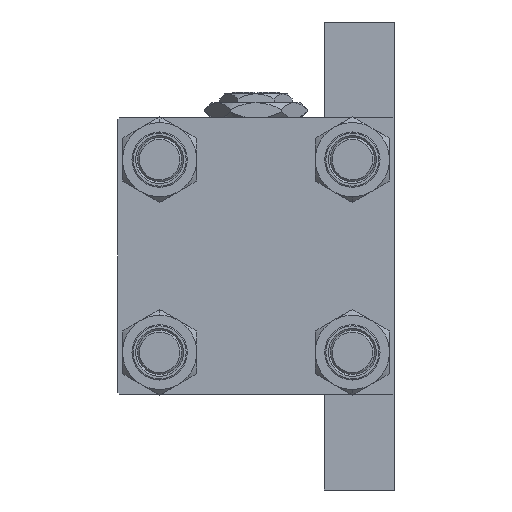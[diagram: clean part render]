
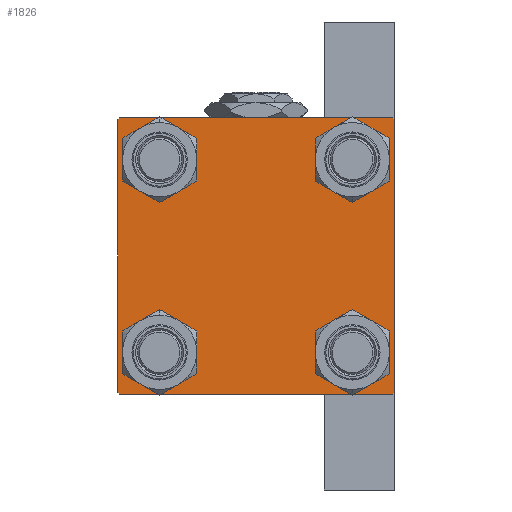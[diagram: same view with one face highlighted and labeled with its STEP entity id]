
A CAD part, left-side view. The second image highlights one B-rep face of the part: STEP entity #1826.
In plain terms, the highlighted planar face has unit normal (-1, 0, 0).
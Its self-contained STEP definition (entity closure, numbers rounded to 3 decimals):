
#1826 = ADVANCED_FACE ( 'NONE', ( #14104, #17166, #25765, #2735, #37171 ), #1971, .T. ) ;
#1946 = DIRECTION ( 'NONE',  ( 1., 0., 0. ) ) ;
#1971 = PLANE ( 'NONE',  #39647 ) ;
#2245 = VECTOR ( 'NONE', #18289, 1000. ) ;
#2501 = VERTEX_POINT ( 'NONE', #42562 ) ;
#2735 = FACE_BOUND ( 'NONE', #33233, .T. ) ;
#2868 = LINE ( 'NONE', #33752, #2245 ) ;
#2882 = EDGE_LOOP ( 'NONE', ( #43253, #35200 ) ) ;
#3172 = ORIENTED_EDGE ( 'NONE', *, *, #48898, .T. ) ;
#3907 = LINE ( 'NONE', #15289, #41391 ) ;
#4329 = DIRECTION ( 'NONE',  ( 1., 0., 0. ) ) ;
#5289 = CARTESIAN_POINT ( 'NONE',  ( 0., 26.15, -32.65 ) ) ;
#5824 = EDGE_CURVE ( 'NONE', #36375, #37648, #16996, .T. ) ;
#5948 = LINE ( 'NONE', #47267, #9197 ) ;
#5988 = ORIENTED_EDGE ( 'NONE', *, *, #22548, .T. ) ;
#6062 = AXIS2_PLACEMENT_3D ( 'NONE', #27264, #47282, #12530 ) ;
#6266 = DIRECTION ( 'NONE',  ( -1., 0., 0. ) ) ;
#6591 = DIRECTION ( 'NONE',  ( 0., 0., 1. ) ) ;
#6678 = ORIENTED_EDGE ( 'NONE', *, *, #32143, .T. ) ;
#7461 = ORIENTED_EDGE ( 'NONE', *, *, #11567, .F. ) ;
#7940 = EDGE_LOOP ( 'NONE', ( #24487, #36958, #16738, #44389, #7461, #3172, #25467, #17064 ) ) ;
#7970 = EDGE_CURVE ( 'NONE', #20794, #21058, #3907, .T. ) ;
#8630 = CARTESIAN_POINT ( 'NONE',  ( 0., -37.5, 37.5 ) ) ;
#9197 = VECTOR ( 'NONE', #17351, 1000. ) ;
#9477 = AXIS2_PLACEMENT_3D ( 'NONE', #48128, #41520, #10333 ) ;
#9543 = CARTESIAN_POINT ( 'NONE',  ( 0., -26.15, 19.65 ) ) ;
#9576 = CARTESIAN_POINT ( 'NONE',  ( 0., 37.5, 37. ) ) ;
#10100 = CIRCLE ( 'NONE', #6062, 6.5 ) ;
#10230 = DIRECTION ( 'NONE',  ( 1., 0., 0. ) ) ;
#10333 = DIRECTION ( 'NONE',  ( 0., 0., 1. ) ) ;
#10422 = AXIS2_PLACEMENT_3D ( 'NONE', #38283, #4329, #39275 ) ;
#10802 = VECTOR ( 'NONE', #40613, 1000. ) ;
#11567 = EDGE_CURVE ( 'NONE', #21657, #2501, #12918, .T. ) ;
#11920 = VERTEX_POINT ( 'NONE', #12356 ) ;
#12356 = CARTESIAN_POINT ( 'NONE',  ( 0., -26.15, -19.65 ) ) ;
#12530 = DIRECTION ( 'NONE',  ( 0., 0., 1. ) ) ;
#12770 = CARTESIAN_POINT ( 'NONE',  ( 0., 26.15, 32.65 ) ) ;
#12796 = VERTEX_POINT ( 'NONE', #9576 ) ;
#12918 = LINE ( 'NONE', #8630, #17215 ) ;
#13131 = VERTEX_POINT ( 'NONE', #14067 ) ;
#13477 = LINE ( 'NONE', #21586, #10802 ) ;
#14067 = CARTESIAN_POINT ( 'NONE',  ( 0., -37., 37.5 ) ) ;
#14104 = FACE_BOUND ( 'NONE', #49657, .T. ) ;
#14252 = EDGE_CURVE ( 'NONE', #21058, #33144, #13477, .T. ) ;
#14477 = CIRCLE ( 'NONE', #10422, 6.5 ) ;
#15216 = CARTESIAN_POINT ( 'NONE',  ( 0., -37.25, 37.25 ) ) ;
#15289 = CARTESIAN_POINT ( 'NONE',  ( 0., 37.25, -37.25 ) ) ;
#16736 = LINE ( 'NONE', #17244, #24069 ) ;
#16738 = ORIENTED_EDGE ( 'NONE', *, *, #14252, .T. ) ;
#16996 = CIRCLE ( 'NONE', #23460, 6.5 ) ;
#17056 = CIRCLE ( 'NONE', #45387, 6.5 ) ;
#17064 = ORIENTED_EDGE ( 'NONE', *, *, #24806, .T. ) ;
#17166 = FACE_BOUND ( 'NONE', #2882, .T. ) ;
#17215 = VECTOR ( 'NONE', #24085, 1000. ) ;
#17244 = CARTESIAN_POINT ( 'NONE',  ( 0., 37.5, 37.5 ) ) ;
#17351 = DIRECTION ( 'NONE',  ( 0., 0., -1. ) ) ;
#17656 = CARTESIAN_POINT ( 'NONE',  ( 0., 0., 0. ) ) ;
#18087 = DIRECTION ( 'NONE',  ( 0., 0., 1. ) ) ;
#18289 = DIRECTION ( 'NONE',  ( 0., -0.707, 0.707 ) ) ;
#18624 = VERTEX_POINT ( 'NONE', #24754 ) ;
#19165 = VERTEX_POINT ( 'NONE', #12770 ) ;
#19334 = EDGE_CURVE ( 'NONE', #18624, #11920, #49068, .T. ) ;
#20625 = VECTOR ( 'NONE', #45905, 1000. ) ;
#20794 = VERTEX_POINT ( 'NONE', #23259 ) ;
#20903 = CARTESIAN_POINT ( 'NONE',  ( 0., 37.25, 37.25 ) ) ;
#21058 = VERTEX_POINT ( 'NONE', #29567 ) ;
#21528 = ORIENTED_EDGE ( 'NONE', *, *, #5824, .T. ) ;
#21586 = CARTESIAN_POINT ( 'NONE',  ( 0., 37.5, -37.5 ) ) ;
#21657 = VERTEX_POINT ( 'NONE', #40872 ) ;
#22211 = EDGE_CURVE ( 'NONE', #19165, #38856, #38599, .T. ) ;
#22242 = DIRECTION ( 'NONE',  ( 1., 0., 0. ) ) ;
#22288 = CARTESIAN_POINT ( 'NONE',  ( 0., 26.15, 26.15 ) ) ;
#22548 = EDGE_CURVE ( 'NONE', #37648, #36375, #35468, .T. ) ;
#23259 = CARTESIAN_POINT ( 'NONE',  ( 0., 37.5, -37. ) ) ;
#23460 = AXIS2_PLACEMENT_3D ( 'NONE', #25974, #34313, #41682 ) ;
#24069 = VECTOR ( 'NONE', #40054, 1000. ) ;
#24085 = DIRECTION ( 'NONE',  ( 0., 0., -1. ) ) ;
#24487 = ORIENTED_EDGE ( 'NONE', *, *, #47519, .T. ) ;
#24754 = CARTESIAN_POINT ( 'NONE',  ( 0., -26.15, -32.65 ) ) ;
#24806 = EDGE_CURVE ( 'NONE', #41684, #12796, #36607, .T. ) ;
#25467 = ORIENTED_EDGE ( 'NONE', *, *, #26205, .F. ) ;
#25765 = FACE_BOUND ( 'NONE', #45239, .T. ) ;
#25974 = CARTESIAN_POINT ( 'NONE',  ( 0., -26.15, 26.15 ) ) ;
#25996 = EDGE_CURVE ( 'NONE', #33144, #2501, #2868, .T. ) ;
#26205 = EDGE_CURVE ( 'NONE', #41684, #13131, #16736, .T. ) ;
#26301 = EDGE_CURVE ( 'NONE', #38856, #19165, #38662, .T. ) ;
#27264 = CARTESIAN_POINT ( 'NONE',  ( 0., 26.15, -26.15 ) ) ;
#27468 = VERTEX_POINT ( 'NONE', #5289 ) ;
#28964 = AXIS2_PLACEMENT_3D ( 'NONE', #22288, #41305, #6591 ) ;
#29567 = CARTESIAN_POINT ( 'NONE',  ( 0., 37., -37.5 ) ) ;
#31214 = CARTESIAN_POINT ( 'NONE',  ( 0., 37., 37.5 ) ) ;
#32143 = EDGE_CURVE ( 'NONE', #43303, #27468, #14477, .T. ) ;
#32593 = DIRECTION ( 'NONE',  ( 0., 0., 1. ) ) ;
#32857 = AXIS2_PLACEMENT_3D ( 'NONE', #44518, #1946, #32593 ) ;
#33144 = VERTEX_POINT ( 'NONE', #35726 ) ;
#33233 = EDGE_LOOP ( 'NONE', ( #48869, #44762 ) ) ;
#33752 = CARTESIAN_POINT ( 'NONE',  ( 0., -37.25, -37.25 ) ) ;
#34313 = DIRECTION ( 'NONE',  ( 1., 0., 0. ) ) ;
#34596 = CARTESIAN_POINT ( 'NONE',  ( 0., 26.15, -19.65 ) ) ;
#34708 = CARTESIAN_POINT ( 'NONE',  ( 0., -26.15, 32.65 ) ) ;
#35200 = ORIENTED_EDGE ( 'NONE', *, *, #19334, .T. ) ;
#35468 = CIRCLE ( 'NONE', #32857, 6.5 ) ;
#35726 = CARTESIAN_POINT ( 'NONE',  ( 0., -37., -37.5 ) ) ;
#35858 = DIRECTION ( 'NONE',  ( 0., 0.707, -0.707 ) ) ;
#36375 = VERTEX_POINT ( 'NONE', #34708 ) ;
#36607 = LINE ( 'NONE', #20903, #37793 ) ;
#36958 = ORIENTED_EDGE ( 'NONE', *, *, #7970, .T. ) ;
#37171 = FACE_OUTER_BOUND ( 'NONE', #7940, .T. ) ;
#37454 = DIRECTION ( 'NONE',  ( 0., 0., 1. ) ) ;
#37501 = CARTESIAN_POINT ( 'NONE',  ( 0., 26.15, 19.65 ) ) ;
#37648 = VERTEX_POINT ( 'NONE', #9543 ) ;
#37793 = VECTOR ( 'NONE', #35858, 1000. ) ;
#38201 = ORIENTED_EDGE ( 'NONE', *, *, #49236, .T. ) ;
#38283 = CARTESIAN_POINT ( 'NONE',  ( 0., 26.15, -26.15 ) ) ;
#38599 = CIRCLE ( 'NONE', #9477, 6.5 ) ;
#38662 = CIRCLE ( 'NONE', #28964, 6.5 ) ;
#38856 = VERTEX_POINT ( 'NONE', #37501 ) ;
#39275 = DIRECTION ( 'NONE',  ( 0., 0., 1. ) ) ;
#39647 = AXIS2_PLACEMENT_3D ( 'NONE', #17656, #6266, #49089 ) ;
#39864 = EDGE_CURVE ( 'NONE', #11920, #18624, #17056, .T. ) ;
#40054 = DIRECTION ( 'NONE',  ( 0., -1., 0. ) ) ;
#40162 = AXIS2_PLACEMENT_3D ( 'NONE', #44970, #10230, #18087 ) ;
#40613 = DIRECTION ( 'NONE',  ( 0., -1., 0. ) ) ;
#40758 = CARTESIAN_POINT ( 'NONE',  ( 0., -26.15, -26.15 ) ) ;
#40872 = CARTESIAN_POINT ( 'NONE',  ( 0., -37.5, 37. ) ) ;
#41305 = DIRECTION ( 'NONE',  ( 1., 0., 0. ) ) ;
#41391 = VECTOR ( 'NONE', #43171, 1000. ) ;
#41520 = DIRECTION ( 'NONE',  ( 1., 0., 0. ) ) ;
#41682 = DIRECTION ( 'NONE',  ( 0., 0., 1. ) ) ;
#41684 = VERTEX_POINT ( 'NONE', #31214 ) ;
#42562 = CARTESIAN_POINT ( 'NONE',  ( 0., -37.5, -37. ) ) ;
#43171 = DIRECTION ( 'NONE',  ( 0., -0.707, -0.707 ) ) ;
#43253 = ORIENTED_EDGE ( 'NONE', *, *, #39864, .T. ) ;
#43303 = VERTEX_POINT ( 'NONE', #34596 ) ;
#44389 = ORIENTED_EDGE ( 'NONE', *, *, #25996, .T. ) ;
#44518 = CARTESIAN_POINT ( 'NONE',  ( 0., -26.15, 26.15 ) ) ;
#44762 = ORIENTED_EDGE ( 'NONE', *, *, #26301, .T. ) ;
#44970 = CARTESIAN_POINT ( 'NONE',  ( 0., -26.15, -26.15 ) ) ;
#45239 = EDGE_LOOP ( 'NONE', ( #6678, #38201 ) ) ;
#45387 = AXIS2_PLACEMENT_3D ( 'NONE', #40758, #22242, #37454 ) ;
#45905 = DIRECTION ( 'NONE',  ( 0., 0.707, 0.707 ) ) ;
#46642 = LINE ( 'NONE', #15216, #20625 ) ;
#47267 = CARTESIAN_POINT ( 'NONE',  ( 0., 37.5, 37.5 ) ) ;
#47282 = DIRECTION ( 'NONE',  ( 1., 0., 0. ) ) ;
#47519 = EDGE_CURVE ( 'NONE', #12796, #20794, #5948, .T. ) ;
#48128 = CARTESIAN_POINT ( 'NONE',  ( 0., 26.15, 26.15 ) ) ;
#48869 = ORIENTED_EDGE ( 'NONE', *, *, #22211, .T. ) ;
#48898 = EDGE_CURVE ( 'NONE', #21657, #13131, #46642, .T. ) ;
#49068 = CIRCLE ( 'NONE', #40162, 6.5 ) ;
#49089 = DIRECTION ( 'NONE',  ( 0., 0., 1. ) ) ;
#49236 = EDGE_CURVE ( 'NONE', #27468, #43303, #10100, .T. ) ;
#49657 = EDGE_LOOP ( 'NONE', ( #21528, #5988 ) ) ;
